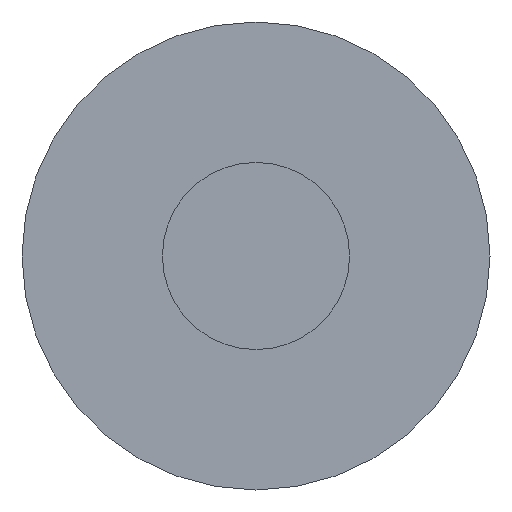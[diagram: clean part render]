
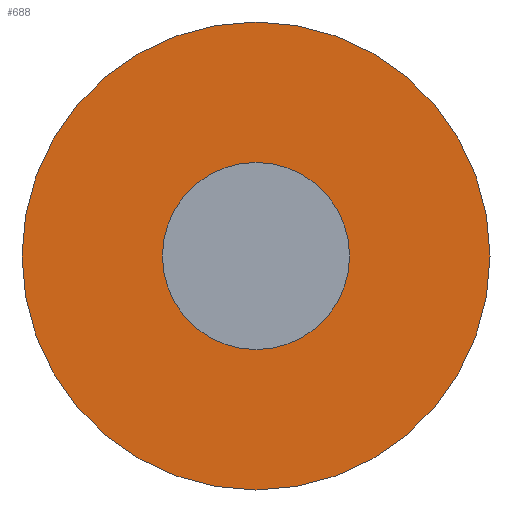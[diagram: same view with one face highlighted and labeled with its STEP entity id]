
A CAD part, left-side view. The second image highlights one B-rep face of the part: STEP entity #688.
In plain terms, the highlighted planar face has unit normal (-1, 0, 0).
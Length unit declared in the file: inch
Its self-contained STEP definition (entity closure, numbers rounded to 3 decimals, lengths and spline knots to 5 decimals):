
#160 = CIRCLE ( 'NONE', #637, 2. ) ;
#184 = DIRECTION ( 'NONE',  ( -1., 0., 0. ) ) ;
#327 = ORIENTED_EDGE ( 'NONE', *, *, #1986, .T. ) ;
#386 = CARTESIAN_POINT ( 'NONE',  ( 1.25, 0., 0. ) ) ;
#433 = VERTEX_POINT ( 'NONE', #1707 ) ;
#458 = VERTEX_POINT ( 'NONE', #552 ) ;
#552 = CARTESIAN_POINT ( 'NONE',  ( 1.25, 0., 2. ) ) ;
#637 = AXIS2_PLACEMENT_3D ( 'NONE', #386, #2358, #2924 ) ;
#646 = AXIS2_PLACEMENT_3D ( 'NONE', #768, #184, #725 ) ;
#688 = ADVANCED_FACE ( 'NONE', ( #819, #3130 ), #2864, .F. ) ;
#725 = DIRECTION ( 'NONE',  ( 0., 0., 1. ) ) ;
#768 = CARTESIAN_POINT ( 'NONE',  ( 1.25, 0., 0. ) ) ;
#810 = EDGE_LOOP ( 'NONE', ( #327, #3677 ) ) ;
#819 = FACE_BOUND ( 'NONE', #3026, .T. ) ;
#1083 = DIRECTION ( 'NONE',  ( 1., 0., 0. ) ) ;
#1247 = EDGE_CURVE ( 'NONE', #433, #3087, #1617, .T. ) ;
#1617 = CIRCLE ( 'NONE', #646, 5. ) ;
#1697 = CARTESIAN_POINT ( 'NONE',  ( 1.25, 0., 0. ) ) ;
#1707 = CARTESIAN_POINT ( 'NONE',  ( 1.25, 0., -5. ) ) ;
#1751 = DIRECTION ( 'NONE',  ( 0., 0., 1. ) ) ;
#1852 = AXIS2_PLACEMENT_3D ( 'NONE', #2173, #3383, #2803 ) ;
#1986 = EDGE_CURVE ( 'NONE', #3087, #433, #2961, .T. ) ;
#2173 = CARTESIAN_POINT ( 'NONE',  ( 1.25, 0., 0. ) ) ;
#2286 = ORIENTED_EDGE ( 'NONE', *, *, #2629, .T. ) ;
#2358 = DIRECTION ( 'NONE',  ( 1., 0., 0. ) ) ;
#2418 = EDGE_CURVE ( 'NONE', #3221, #458, #160, .T. ) ;
#2481 = CARTESIAN_POINT ( 'NONE',  ( 1.25, 0., -2. ) ) ;
#2629 = EDGE_CURVE ( 'NONE', #458, #3221, #3000, .T. ) ;
#2781 = AXIS2_PLACEMENT_3D ( 'NONE', #1697, #3742, #1751 ) ;
#2803 = DIRECTION ( 'NONE',  ( 0., 0., -1. ) ) ;
#2864 = PLANE ( 'NONE',  #3436 ) ;
#2924 = DIRECTION ( 'NONE',  ( 0., 0., -1. ) ) ;
#2961 = CIRCLE ( 'NONE', #2781, 5. ) ;
#3000 = CIRCLE ( 'NONE', #1852, 2. ) ;
#3026 = EDGE_LOOP ( 'NONE', ( #2286, #3596 ) ) ;
#3087 = VERTEX_POINT ( 'NONE', #3547 ) ;
#3130 = FACE_OUTER_BOUND ( 'NONE', #810, .T. ) ;
#3147 = DIRECTION ( 'NONE',  ( 0., 0., -1. ) ) ;
#3221 = VERTEX_POINT ( 'NONE', #2481 ) ;
#3383 = DIRECTION ( 'NONE',  ( 1., 0., 0. ) ) ;
#3431 = CARTESIAN_POINT ( 'NONE',  ( 1.25, 2., 0. ) ) ;
#3436 = AXIS2_PLACEMENT_3D ( 'NONE', #3431, #1083, #3147 ) ;
#3547 = CARTESIAN_POINT ( 'NONE',  ( 1.25, 0., 5. ) ) ;
#3596 = ORIENTED_EDGE ( 'NONE', *, *, #2418, .T. ) ;
#3677 = ORIENTED_EDGE ( 'NONE', *, *, #1247, .T. ) ;
#3742 = DIRECTION ( 'NONE',  ( -1., 0., 0. ) ) ;
